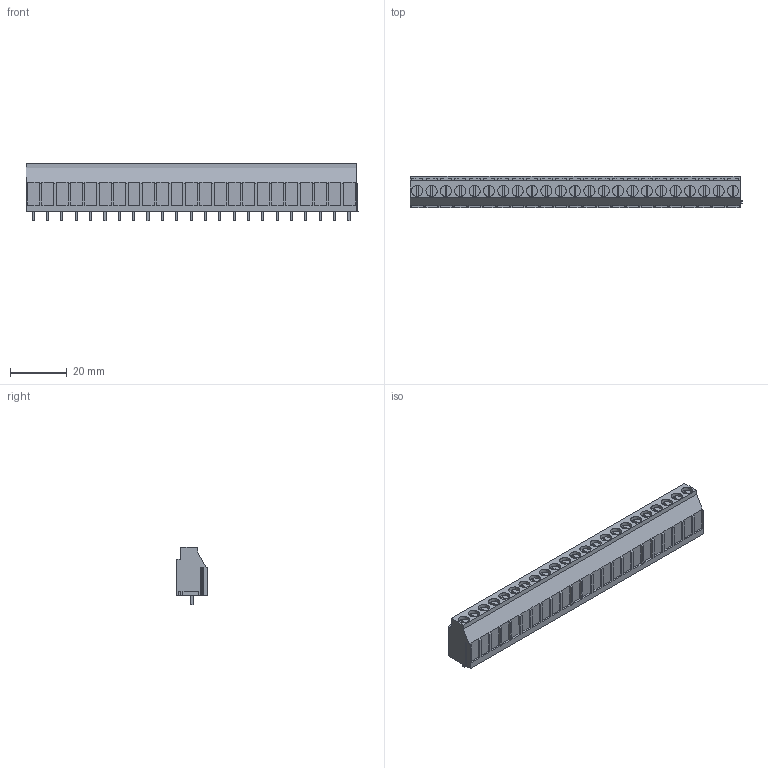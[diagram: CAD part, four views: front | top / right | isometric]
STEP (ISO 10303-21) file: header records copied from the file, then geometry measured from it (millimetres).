
FILE_DESCRIPTION(('CATIA V5 STEP Exchange','CAx-IF Rec.Pracs.--- Model Styling and Organization---1.4--- 2014-01-23'),'2;1');
FILE_NAME ('D1446307_0_1002040000_1002040000.stp','2019-02-28T09:32:34+00:00',('none'),('Weidmueller'),'CATIA Version 5-6 Release 2016 SP3 HF44','CATIA V5 STEP AP214','none');
FILE_SCHEMA(('AUTOMOTIVE_DESIGN { 1 0 10303 214 1 1 1 1 }'));
Length unit declared in the file: millimetre
Products named in the file (1): 1002040000
Bounding box: 117.49 x 11 x 20.3 mm (x, y, z)
Volume: 16976.7 mm3; surface area: 9636.8 mm2
Topology: 1 solids, 1 shells, 1039 faces, 2791 edges, 1846 vertices
Faces by surface type: plane 993, cylinder 46
Entity records: 31253 total; most frequent: CARTESIAN_POINT 6080, ORIENTED_EDGE 5582, DIRECTION 4009, EDGE_CURVE 2791, VECTOR 2607, LINE 2607, VERTEX_POINT 1846, EDGE_LOOP 1131
